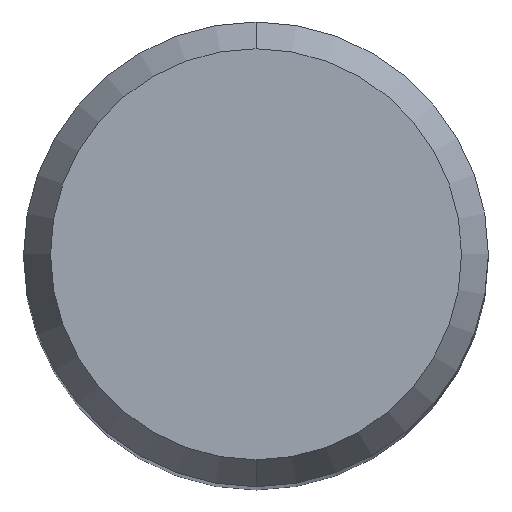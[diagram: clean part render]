
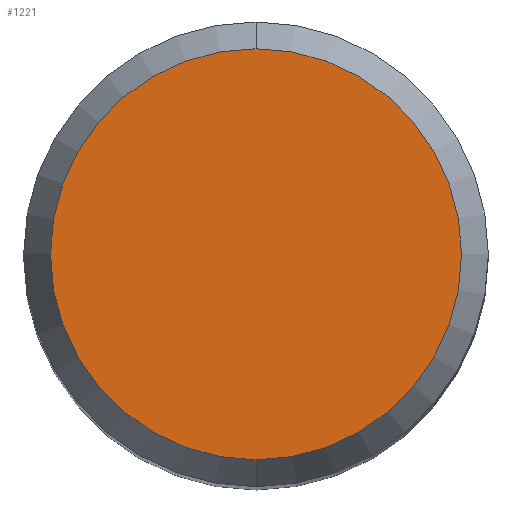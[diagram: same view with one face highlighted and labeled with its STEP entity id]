
A CAD part, top view. The second image highlights one B-rep face of the part: STEP entity #1221.
In plain terms, the highlighted planar face has unit normal (0, 0, 1).
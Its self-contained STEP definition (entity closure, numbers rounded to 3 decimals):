
#623=VERTEX_POINT('',#1711);
#893=EDGE_CURVE('',#623,#1009,#2004,.T.);
#1009=VERTEX_POINT('',#2130);
#1221=ADVANCED_FACE('',(#2363),#2364,.T.);
#1227=EDGE_CURVE('',#1009,#623,#2370,.T.);
#1711=CARTESIAN_POINT('',(0.0,4.423,0.0));
#2004=CIRCLE('',#4489,4.423);
#2130=CARTESIAN_POINT('',(0.,-4.423,0.0));
#2363=FACE_OUTER_BOUND('',#6372,.T.);
#2364=PLANE('',#6373);
#2370=CIRCLE('',#6395,4.423);
#4489=AXIS2_PLACEMENT_3D('',#9070,#9071,#9072);
#6372=EDGE_LOOP('',(#9499,#9500));
#6373=AXIS2_PLACEMENT_3D('',#9501,#9502,#9503);
#6395=AXIS2_PLACEMENT_3D('',#9507,#9508,#9509);
#9070=CARTESIAN_POINT('',(0.0,0.0,0.0));
#9071=DIRECTION('',(0.0,0.0,-1.0));
#9072=DIRECTION('',(0.0,1.0,0.0));
#9499=ORIENTED_EDGE('',*,*,#893,.F.);
#9500=ORIENTED_EDGE('',*,*,#1227,.F.);
#9501=CARTESIAN_POINT('',(0.0,2.211,0.0));
#9502=DIRECTION('',(-0.0,0.0,1.0));
#9503=DIRECTION('',(0.0,-1.0,0.0));
#9507=CARTESIAN_POINT('',(0.0,0.0,0.0));
#9508=DIRECTION('',(0.0,0.0,-1.0));
#9509=DIRECTION('',(0.0,1.0,0.0));
